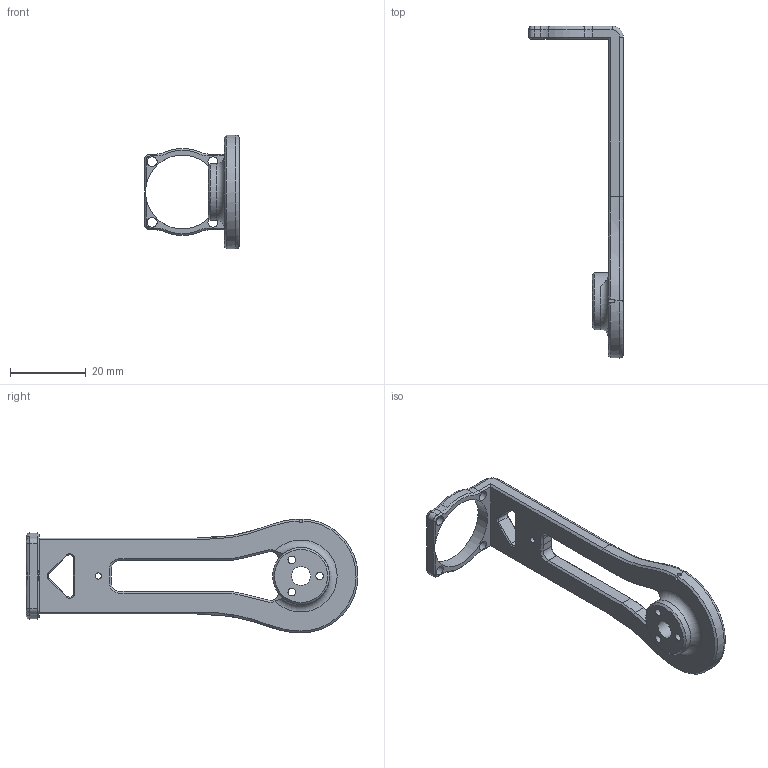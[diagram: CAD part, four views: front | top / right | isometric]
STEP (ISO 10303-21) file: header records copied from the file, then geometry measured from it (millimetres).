
FILE_DESCRIPTION(/* description */ (''),/* implementation_level */ '2;1');
FILE_NAME(/* name */ 'Metallic Parts.step',/* time_stamp */ '2024-04-15T14:09:52-04:00',/* author */ (''),/* organization */ (''),/* preprocessor_version */ 'ST-DEVELOPER v20',/* originating_system */ 'Autodesk Translation Framework v12.20.1.177',/* authorisation */ '');
FILE_SCHEMA (('AUTOMOTIVE_DESIGN { 1 0 10303 214 3 1 1 }'));
Length unit declared in the file: millimetre
Products named in the file (1): Metallic Parts
Bounding box: 25 x 87.5 x 30 mm (x, y, z)
Volume: 6644.8 mm3; surface area: 5312 mm2
Topology: 1 solids, 1 shells, 152 faces, 371 edges, 220 vertices
Faces by surface type: plane 61, cylinder 43, cone 30, torus 10, bspline 8
Full cylindrical faces by diameter (mm): 1.623 x3, 2 x3, 2.6 x4, 4.2 x3, 5 x1, 15 x1, 19.5 x1
Entity records: 5089 total; most frequent: CARTESIAN_POINT 1420, DIRECTION 778, ORIENTED_EDGE 742, EDGE_CURVE 371, AXIS2_PLACEMENT_3D 287, VERTEX_POINT 220, LINE 204, VECTOR 204
